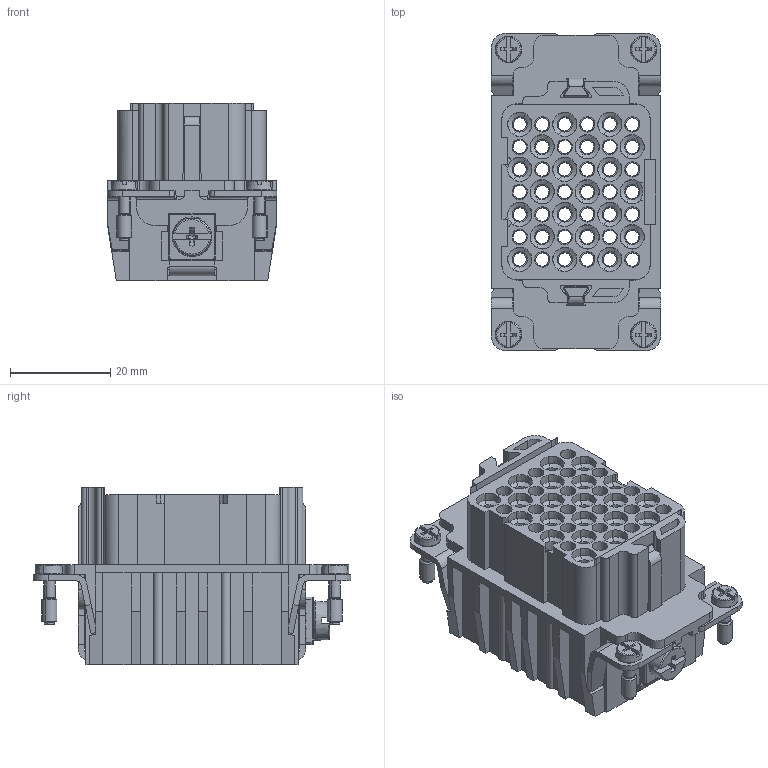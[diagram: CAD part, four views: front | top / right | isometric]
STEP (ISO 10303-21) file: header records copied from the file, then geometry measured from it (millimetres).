
FILE_DESCRIPTION(('CATIA V5 STEP Exchange','CAx-IF Rec.Pracs.--- Model Styling and Organization---1.4--- 2014-01-23'),'2;1');
FILE_NAME ('13440385_3', '2019-10-25T13:00:21+00:00', ('none'), ('Weidmueller'), 'CATIA Version 5-6 Release 2016 SP3 HF44', 'CATIA V5 STEP AP214', 'none');
FILE_SCHEMA(('AUTOMOTIVE_DESIGN { 1 0 10303 214 1 1 1 1 }'));
Length unit declared in the file: millimetre
Products named in the file (1): 1651180000
Bounding box: 33.9 x 63.5 x 35.5 mm (x, y, z)
Volume: 27197.3 mm3; surface area: 31849.3 mm2
Topology: 1 solids, 3 shells, 1615 faces, 4161 edges, 2551 vertices
Faces by surface type: plane 577, cylinder 505, cone 457, torus 60, bspline 16
Entity records: 44647 total; most frequent: CARTESIAN_POINT 8727, ORIENTED_EDGE 8318, DIRECTION 5765, EDGE_CURVE 4159, VERTEX_POINT 2551, AXIS2_PLACEMENT_3D 2467, VECTOR 2391, LINE 2391
